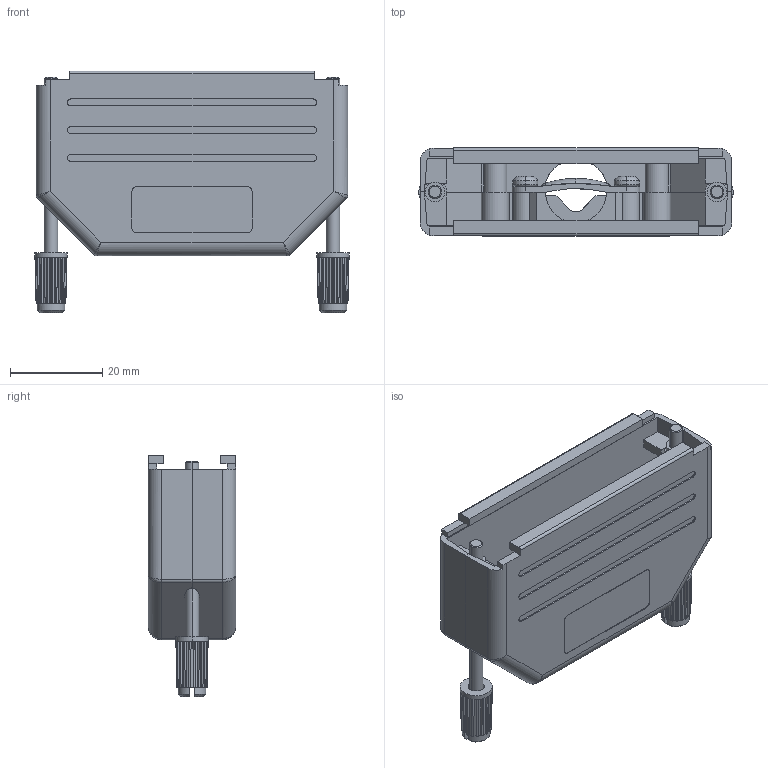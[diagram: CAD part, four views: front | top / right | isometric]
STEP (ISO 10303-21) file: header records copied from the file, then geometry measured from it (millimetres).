
FILE_DESCRIPTION (( 'STEP AP214' ), '1' );
FILE_NAME ('6260-0101-05.STEP', '2022-03-28T13:56:58', ( '' ), ( '' ), 'SwSTEP 2.0', 'SolidWorks 2021', '' );
FILE_SCHEMA (( 'AUTOMOTIVE_DESIGN' ));
Length unit declared in the file: millimetre
Products named in the file (7): 6718-0101-01; 6260-0101-05; 6811-0117-01 Part 2; 6838-0108-01; 6830-0107-01; 6855-0109-01; 6811-0117-01 Part 1
Assembly tree (8 placements, depth 2):
  6260-0101-05
    6811-0117-01 Part 1
    6811-0117-01 Part 2
    6830-0107-01
    6838-0108-01
    6855-0109-01  x2
    6718-0101-01  x2
Bounding box: 68.1 x 19 x 52.3 mm (x, y, z)
Volume: 16277 mm3; surface area: 18897.7 mm2
Topology: 10 solids, 10 shells, 881 faces, 2290 edges, 1454 vertices
Faces by surface type: plane 563, cylinder 221, cone 70, bspline 14, torus 13
Entity records: 23095 total; most frequent: CARTESIAN_POINT 5074, ORIENTED_EDGE 3764, DIRECTION 3645, EDGE_CURVE 1882, LINE 1247, VECTOR 1247, VERTEX_POINT 1208, AXIS2_PLACEMENT_3D 1199
